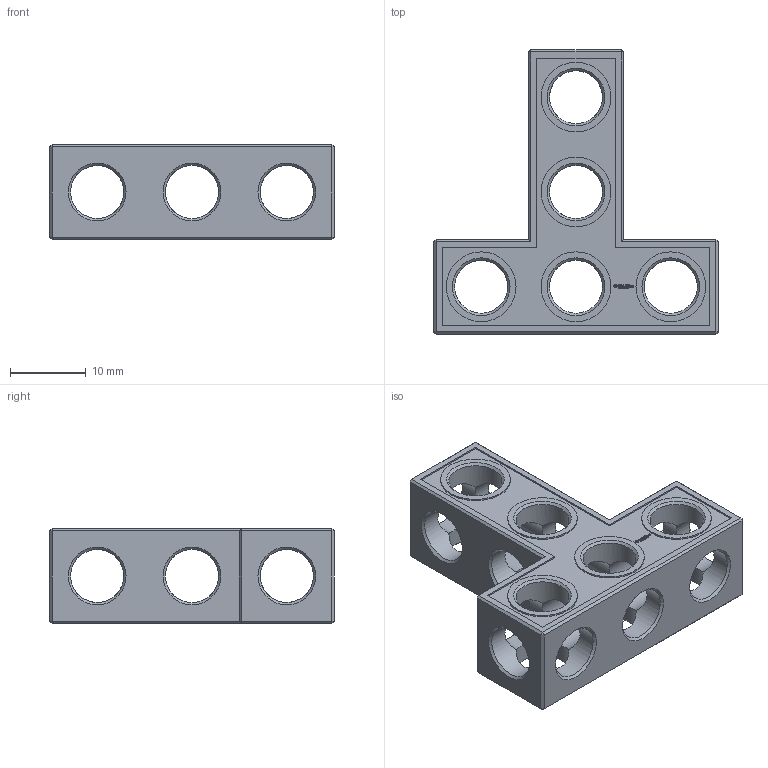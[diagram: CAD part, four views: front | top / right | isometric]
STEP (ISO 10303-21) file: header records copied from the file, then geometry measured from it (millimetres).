
FILE_DESCRIPTION(('FreeCAD Model'),'2;1');
FILE_NAME('Open CASCADE Shape Model','2021-08-07T20:22:19',( 'Paulo Kiefe'),('STEMFIE.org'),'Open CASCADE STEP processor 7.4', 'FreeCAD','Unknown');
FILE_SCHEMA(('AUTOMOTIVE_DESIGN { 1 0 10303 214 1 1 1 1 }'));
Length unit declared in the file: millimetre
Products named in the file (1): Beam_TSH_SYM_ESS_BU03x03x01_-_SPN-BEM-1001_(stemfie.org)002
Bounding box: 37.5 x 37.5 x 12.5 mm (x, y, z)
Volume: 4878.3 mm3; surface area: 4544.8 mm2
Topology: 1 solids, 1 shells, 564 faces, 1587 edges, 1043 vertices
Faces by surface type: plane 381, extrusion 130, cylinder 31, cone 22
Full cylindrical faces by diameter (mm): 7 x26, 9.2 x5
Entity records: 41263 total; most frequent: CARTESIAN_POINT 10756, DIRECTION 5043, VECTOR 3834, LINE 3704, ORIENTED_EDGE 3174, PCURVE 3174, DEFINITIONAL_REPRESENTATION 3174, EDGE_CURVE 1587
